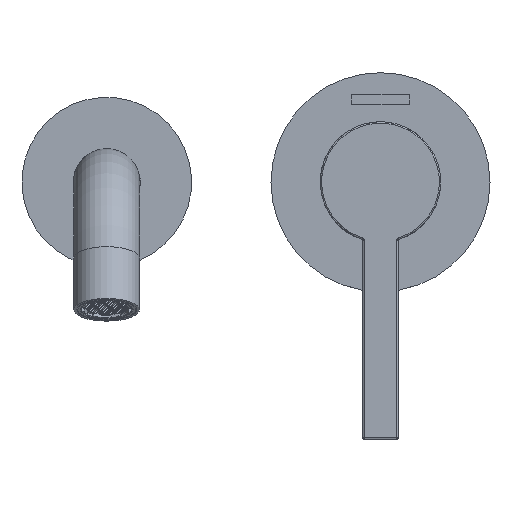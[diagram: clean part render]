
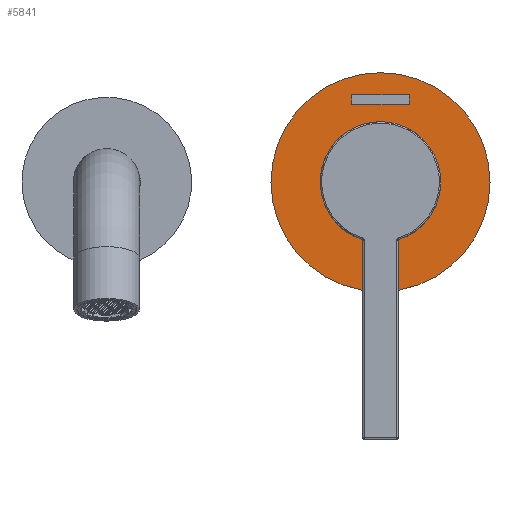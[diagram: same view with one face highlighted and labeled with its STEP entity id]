
A CAD part, top view. The second image highlights one B-rep face of the part: STEP entity #5841.
In plain terms, the highlighted planar face has unit normal (0, 0, 1).
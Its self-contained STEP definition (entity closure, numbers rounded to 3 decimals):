
#93 = FACE_BOUND ( 'NONE', #8672, .T. ) ;
#625 = CARTESIAN_POINT ( 'NONE',  ( -33.675, -3.714, 68.5 ) ) ;
#1249 = CIRCLE ( 'NONE', #18559, 21.25 ) ;
#2818 = PLANE ( 'NONE',  #9045 ) ;
#3763 = VERTEX_POINT ( 'NONE', #10760 ) ;
#3983 = ORIENTED_EDGE ( 'NONE', *, *, #12979, .T. ) ;
#5102 = LINE ( 'NONE', #29449, #9683 ) ;
#5115 = ORIENTED_EDGE ( 'NONE', *, *, #22763, .F. ) ;
#5787 = EDGE_CURVE ( 'NONE', #3763, #27902, #5102, .T. ) ;
#5841 = ADVANCED_FACE ( 'NONE', ( #19240, #93, #37527 ), #2818, .F. ) ;
#5951 = ORIENTED_EDGE ( 'NONE', *, *, #5787, .T. ) ;
#6400 = DIRECTION ( 'NONE',  ( -1., 0., 0. ) ) ;
#7164 = CIRCLE ( 'NONE', #27601, 40. ) ;
#7409 = CARTESIAN_POINT ( 'NONE',  ( -73.675, -3.714, 68.5 ) ) ;
#8672 = EDGE_LOOP ( 'NONE', ( #5115 ) ) ;
#9045 = AXIS2_PLACEMENT_3D ( 'NONE', #625, #32872, #6400 ) ;
#9275 = ORIENTED_EDGE ( 'NONE', *, *, #12896, .F. ) ;
#9683 = VECTOR ( 'NONE', #14398, 1000. ) ;
#9794 = DIRECTION ( 'NONE',  ( -1., 0., 0. ) ) ;
#9903 = DIRECTION ( 'NONE',  ( 0., 1., 0. ) ) ;
#10760 = CARTESIAN_POINT ( 'NONE',  ( -23.175, 28.286, 68.5 ) ) ;
#12146 = LINE ( 'NONE', #30183, #30852 ) ;
#12896 = EDGE_CURVE ( 'NONE', #16227, #16227, #7164, .T. ) ;
#12979 = EDGE_CURVE ( 'NONE', #29452, #3763, #23569, .T. ) ;
#14398 = DIRECTION ( 'NONE',  ( 0., -1., 0. ) ) ;
#14946 = DIRECTION ( 'NONE',  ( -1., 0., 0. ) ) ;
#15585 = VECTOR ( 'NONE', #14946, 1000. ) ;
#16227 = VERTEX_POINT ( 'NONE', #7409 ) ;
#18193 = DIRECTION ( 'NONE',  ( 0., 0., -1. ) ) ;
#18559 = AXIS2_PLACEMENT_3D ( 'NONE', #30226, #21018, #27138 ) ;
#19182 = ORIENTED_EDGE ( 'NONE', *, *, #26498, .T. ) ;
#19240 = FACE_BOUND ( 'NONE', #27124, .T. ) ;
#19807 = CARTESIAN_POINT ( 'NONE',  ( -23.175, 24.686, 68.5 ) ) ;
#20770 = ORIENTED_EDGE ( 'NONE', *, *, #23265, .T. ) ;
#21018 = DIRECTION ( 'NONE',  ( 0., 0., 1. ) ) ;
#22128 = VERTEX_POINT ( 'NONE', #33522 ) ;
#22763 = EDGE_CURVE ( 'NONE', #22128, #22128, #1249, .T. ) ;
#23265 = EDGE_CURVE ( 'NONE', #24809, #29452, #12146, .T. ) ;
#23569 = LINE ( 'NONE', #35915, #26734 ) ;
#23933 = DIRECTION ( 'NONE',  ( 1., 0., 0. ) ) ;
#24809 = VERTEX_POINT ( 'NONE', #29231 ) ;
#26274 = CARTESIAN_POINT ( 'NONE',  ( -33.675, 24.686, 68.5 ) ) ;
#26498 = EDGE_CURVE ( 'NONE', #27902, #24809, #28783, .T. ) ;
#26734 = VECTOR ( 'NONE', #23933, 1000. ) ;
#27124 = EDGE_LOOP ( 'NONE', ( #19182, #20770, #3983, #5951 ) ) ;
#27138 = DIRECTION ( 'NONE',  ( 1., 0., 0. ) ) ;
#27601 = AXIS2_PLACEMENT_3D ( 'NONE', #33235, #18193, #9794 ) ;
#27902 = VERTEX_POINT ( 'NONE', #19807 ) ;
#28783 = LINE ( 'NONE', #26274, #15585 ) ;
#29231 = CARTESIAN_POINT ( 'NONE',  ( -44.175, 24.686, 68.5 ) ) ;
#29449 = CARTESIAN_POINT ( 'NONE',  ( -23.175, -3.714, 68.5 ) ) ;
#29452 = VERTEX_POINT ( 'NONE', #36021 ) ;
#29941 = EDGE_LOOP ( 'NONE', ( #9275 ) ) ;
#30183 = CARTESIAN_POINT ( 'NONE',  ( -44.175, -3.714, 68.5 ) ) ;
#30226 = CARTESIAN_POINT ( 'NONE',  ( -33.675, -3.714, 68.5 ) ) ;
#30852 = VECTOR ( 'NONE', #9903, 1000. ) ;
#32872 = DIRECTION ( 'NONE',  ( 0., 0., -1. ) ) ;
#33235 = CARTESIAN_POINT ( 'NONE',  ( -33.675, -3.714, 68.5 ) ) ;
#33522 = CARTESIAN_POINT ( 'NONE',  ( -12.425, -3.714, 68.5 ) ) ;
#35915 = CARTESIAN_POINT ( 'NONE',  ( -33.675, 28.286, 68.5 ) ) ;
#36021 = CARTESIAN_POINT ( 'NONE',  ( -44.175, 28.286, 68.5 ) ) ;
#37527 = FACE_OUTER_BOUND ( 'NONE', #29941, .T. ) ;
